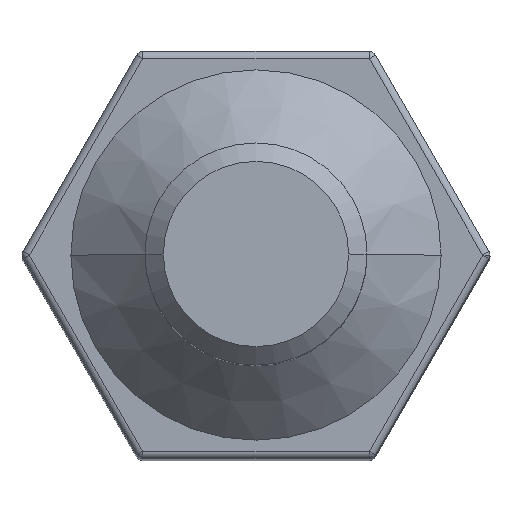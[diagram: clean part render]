
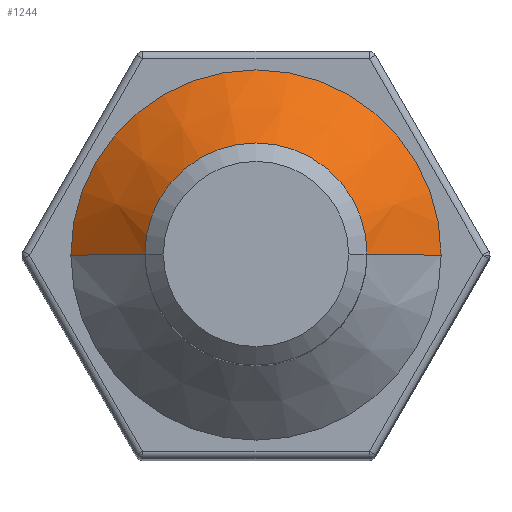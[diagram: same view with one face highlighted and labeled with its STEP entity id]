
A CAD part, top view. The second image highlights one B-rep face of the part: STEP entity #1244.
In plain terms, the highlighted conical face has half-angle 45 degrees and reference radius 1.5 mm.
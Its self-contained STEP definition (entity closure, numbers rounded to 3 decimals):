
#24 = AXIS2_PLACEMENT_3D ( 'NONE', #1191, #305, #1292 ) ;
#51 = FACE_OUTER_BOUND ( 'NONE', #997, .T. ) ;
#150 = DIRECTION ( 'NONE',  ( 0., 0., -1. ) ) ;
#156 = DIRECTION ( 'NONE',  ( 0., 0., -1. ) ) ;
#171 = CARTESIAN_POINT ( 'NONE',  ( -1.5, 0., 1. ) ) ;
#263 = CARTESIAN_POINT ( 'NONE',  ( 1.5, 0., 1. ) ) ;
#280 = VECTOR ( 'NONE', #1158, 1000. ) ;
#297 = LINE ( 'NONE', #1389, #280 ) ;
#305 = DIRECTION ( 'NONE',  ( 0., 0., -1. ) ) ;
#309 = VERTEX_POINT ( 'NONE', #1179 ) ;
#322 = VECTOR ( 'NONE', #1152, 1000. ) ;
#345 = CIRCLE ( 'NONE', #861, 2.5 ) ;
#351 = CIRCLE ( 'NONE', #839, 1.5 ) ;
#374 = LINE ( 'NONE', #263, #322 ) ;
#380 = ORIENTED_EDGE ( 'NONE', *, *, #850, .F. ) ;
#396 = ORIENTED_EDGE ( 'NONE', *, *, #837, .T. ) ;
#445 = CONICAL_SURFACE ( 'NONE', #24, 1.5, 0.785 ) ;
#478 = VERTEX_POINT ( 'NONE', #719 ) ;
#719 = CARTESIAN_POINT ( 'NONE',  ( 2.5, 0., 0. ) ) ;
#739 = ORIENTED_EDGE ( 'NONE', *, *, #823, .T. ) ;
#823 = EDGE_CURVE ( 'NONE', #917, #1189, #351, .T. ) ;
#837 = EDGE_CURVE ( 'NONE', #1189, #478, #374, .T. ) ;
#839 = AXIS2_PLACEMENT_3D ( 'NONE', #936, #150, #1038 ) ;
#846 = EDGE_CURVE ( 'NONE', #309, #478, #345, .T. ) ;
#850 = EDGE_CURVE ( 'NONE', #917, #309, #297, .T. ) ;
#861 = AXIS2_PLACEMENT_3D ( 'NONE', #939, #156, #1041 ) ;
#917 = VERTEX_POINT ( 'NONE', #171 ) ;
#936 = CARTESIAN_POINT ( 'NONE',  ( 0., 0., 1. ) ) ;
#939 = CARTESIAN_POINT ( 'NONE',  ( 0., 0., 0. ) ) ;
#997 = EDGE_LOOP ( 'NONE', ( #739, #396, #1307, #380 ) ) ;
#1038 = DIRECTION ( 'NONE',  ( -1., 0., 0. ) ) ;
#1041 = DIRECTION ( 'NONE',  ( -1., 0., 0. ) ) ;
#1152 = DIRECTION ( 'NONE',  ( 0.707, 0., -0.707 ) ) ;
#1158 = DIRECTION ( 'NONE',  ( -0.707, 0., -0.707 ) ) ;
#1179 = CARTESIAN_POINT ( 'NONE',  ( -2.5, 0., 0. ) ) ;
#1189 = VERTEX_POINT ( 'NONE', #1348 ) ;
#1191 = CARTESIAN_POINT ( 'NONE',  ( 0., 0., 1. ) ) ;
#1244 = ADVANCED_FACE ( 'NONE', ( #51 ), #445, .T. ) ;
#1292 = DIRECTION ( 'NONE',  ( -1., 0., 0. ) ) ;
#1307 = ORIENTED_EDGE ( 'NONE', *, *, #846, .F. ) ;
#1348 = CARTESIAN_POINT ( 'NONE',  ( 1.5, 0., 1. ) ) ;
#1389 = CARTESIAN_POINT ( 'NONE',  ( -1.5, 0., 1. ) ) ;
